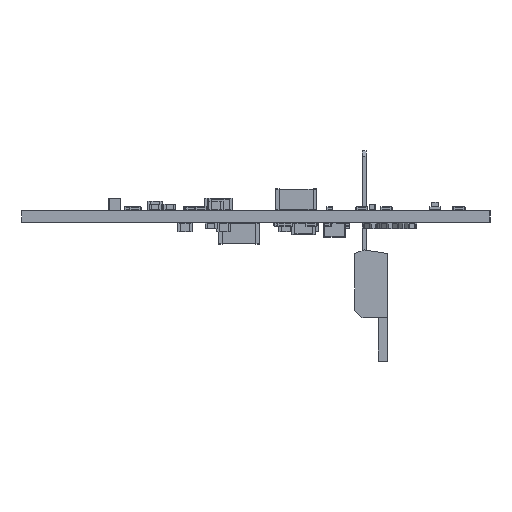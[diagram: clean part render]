
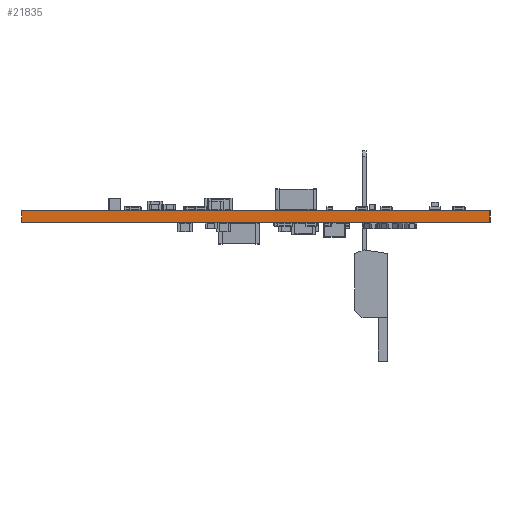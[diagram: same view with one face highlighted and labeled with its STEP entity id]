
A CAD part, left-side view. The second image highlights one B-rep face of the part: STEP entity #21835.
In plain terms, the highlighted planar face has unit normal (-1, 0, 0).
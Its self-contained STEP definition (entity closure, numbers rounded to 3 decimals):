
#21654 = PLANE('',#21655);
#21655 = AXIS2_PLACEMENT_3D('',#21656,#21657,#21658);
#21656 = CARTESIAN_POINT('',(40.64,-31.75,0.));
#21657 = DIRECTION('',(0.,-1.,0.));
#21658 = DIRECTION('',(-1.,0.,0.));
#21679 = VERTEX_POINT('',#21680);
#21680 = CARTESIAN_POINT('',(-40.64,-31.75,1.6));
#21694 = PLANE('',#21695);
#21695 = AXIS2_PLACEMENT_3D('',#21696,#21697,#21698);
#21696 = CARTESIAN_POINT('',(0.,0.,1.6));
#21697 = DIRECTION('',(-0.,-0.,-1.));
#21698 = DIRECTION('',(-1.,0.,0.));
#21706 = EDGE_CURVE('',#21707,#21679,#21709,.T.);
#21707 = VERTEX_POINT('',#21708);
#21708 = CARTESIAN_POINT('',(-40.64,-31.75,0.));
#21709 = SURFACE_CURVE('',#21710,(#21714,#21721),.PCURVE_S1.);
#21710 = LINE('',#21711,#21712);
#21711 = CARTESIAN_POINT('',(-40.64,-31.75,0.));
#21712 = VECTOR('',#21713,1.);
#21713 = DIRECTION('',(0.,0.,1.));
#21714 = PCURVE('',#21654,#21715);
#21715 = DEFINITIONAL_REPRESENTATION('',(#21716),#21720);
#21716 = LINE('',#21717,#21718);
#21717 = CARTESIAN_POINT('',(81.28,0.));
#21718 = VECTOR('',#21719,1.);
#21719 = DIRECTION('',(0.,-1.));
#21720 = ( GEOMETRIC_REPRESENTATION_CONTEXT(2) 
PARAMETRIC_REPRESENTATION_CONTEXT() REPRESENTATION_CONTEXT('2D SPACE',''
  ) );
#21721 = PCURVE('',#21722,#21727);
#21722 = PLANE('',#21723);
#21723 = AXIS2_PLACEMENT_3D('',#21724,#21725,#21726);
#21724 = CARTESIAN_POINT('',(-40.64,-31.75,0.));
#21725 = DIRECTION('',(-1.,0.,0.));
#21726 = DIRECTION('',(0.,1.,0.));
#21727 = DEFINITIONAL_REPRESENTATION('',(#21728),#21732);
#21728 = LINE('',#21729,#21730);
#21729 = CARTESIAN_POINT('',(0.,0.));
#21730 = VECTOR('',#21731,1.);
#21731 = DIRECTION('',(0.,-1.));
#21732 = ( GEOMETRIC_REPRESENTATION_CONTEXT(2) 
PARAMETRIC_REPRESENTATION_CONTEXT() REPRESENTATION_CONTEXT('2D SPACE',''
  ) );
#21748 = PLANE('',#21749);
#21749 = AXIS2_PLACEMENT_3D('',#21750,#21751,#21752);
#21750 = CARTESIAN_POINT('',(0.,0.,0.));
#21751 = DIRECTION('',(-0.,-0.,-1.));
#21752 = DIRECTION('',(-1.,0.,0.));
#21781 = PLANE('',#21782);
#21782 = AXIS2_PLACEMENT_3D('',#21783,#21784,#21785);
#21783 = CARTESIAN_POINT('',(-40.64,31.75,0.));
#21784 = DIRECTION('',(0.,1.,0.));
#21785 = DIRECTION('',(1.,0.,0.));
#21835 = ADVANCED_FACE('',(#21836),#21722,.T.);
#21836 = FACE_BOUND('',#21837,.T.);
#21837 = EDGE_LOOP('',(#21838,#21839,#21862,#21885));
#21838 = ORIENTED_EDGE('',*,*,#21706,.T.);
#21839 = ORIENTED_EDGE('',*,*,#21840,.T.);
#21840 = EDGE_CURVE('',#21679,#21841,#21843,.T.);
#21841 = VERTEX_POINT('',#21842);
#21842 = CARTESIAN_POINT('',(-40.64,31.75,1.6));
#21843 = SURFACE_CURVE('',#21844,(#21848,#21855),.PCURVE_S1.);
#21844 = LINE('',#21845,#21846);
#21845 = CARTESIAN_POINT('',(-40.64,-31.75,1.6));
#21846 = VECTOR('',#21847,1.);
#21847 = DIRECTION('',(0.,1.,0.));
#21848 = PCURVE('',#21722,#21849);
#21849 = DEFINITIONAL_REPRESENTATION('',(#21850),#21854);
#21850 = LINE('',#21851,#21852);
#21851 = CARTESIAN_POINT('',(0.,-1.6));
#21852 = VECTOR('',#21853,1.);
#21853 = DIRECTION('',(1.,0.));
#21854 = ( GEOMETRIC_REPRESENTATION_CONTEXT(2) 
PARAMETRIC_REPRESENTATION_CONTEXT() REPRESENTATION_CONTEXT('2D SPACE',''
  ) );
#21855 = PCURVE('',#21694,#21856);
#21856 = DEFINITIONAL_REPRESENTATION('',(#21857),#21861);
#21857 = LINE('',#21858,#21859);
#21858 = CARTESIAN_POINT('',(40.64,-31.75));
#21859 = VECTOR('',#21860,1.);
#21860 = DIRECTION('',(0.,1.));
#21861 = ( GEOMETRIC_REPRESENTATION_CONTEXT(2) 
PARAMETRIC_REPRESENTATION_CONTEXT() REPRESENTATION_CONTEXT('2D SPACE',''
  ) );
#21862 = ORIENTED_EDGE('',*,*,#21863,.F.);
#21863 = EDGE_CURVE('',#21864,#21841,#21866,.T.);
#21864 = VERTEX_POINT('',#21865);
#21865 = CARTESIAN_POINT('',(-40.64,31.75,0.));
#21866 = SURFACE_CURVE('',#21867,(#21871,#21878),.PCURVE_S1.);
#21867 = LINE('',#21868,#21869);
#21868 = CARTESIAN_POINT('',(-40.64,31.75,0.));
#21869 = VECTOR('',#21870,1.);
#21870 = DIRECTION('',(0.,0.,1.));
#21871 = PCURVE('',#21722,#21872);
#21872 = DEFINITIONAL_REPRESENTATION('',(#21873),#21877);
#21873 = LINE('',#21874,#21875);
#21874 = CARTESIAN_POINT('',(63.5,0.));
#21875 = VECTOR('',#21876,1.);
#21876 = DIRECTION('',(0.,-1.));
#21877 = ( GEOMETRIC_REPRESENTATION_CONTEXT(2) 
PARAMETRIC_REPRESENTATION_CONTEXT() REPRESENTATION_CONTEXT('2D SPACE',''
  ) );
#21878 = PCURVE('',#21781,#21879);
#21879 = DEFINITIONAL_REPRESENTATION('',(#21880),#21884);
#21880 = LINE('',#21881,#21882);
#21881 = CARTESIAN_POINT('',(0.,0.));
#21882 = VECTOR('',#21883,1.);
#21883 = DIRECTION('',(0.,-1.));
#21884 = ( GEOMETRIC_REPRESENTATION_CONTEXT(2) 
PARAMETRIC_REPRESENTATION_CONTEXT() REPRESENTATION_CONTEXT('2D SPACE',''
  ) );
#21885 = ORIENTED_EDGE('',*,*,#21886,.F.);
#21886 = EDGE_CURVE('',#21707,#21864,#21887,.T.);
#21887 = SURFACE_CURVE('',#21888,(#21892,#21899),.PCURVE_S1.);
#21888 = LINE('',#21889,#21890);
#21889 = CARTESIAN_POINT('',(-40.64,-31.75,0.));
#21890 = VECTOR('',#21891,1.);
#21891 = DIRECTION('',(0.,1.,0.));
#21892 = PCURVE('',#21722,#21893);
#21893 = DEFINITIONAL_REPRESENTATION('',(#21894),#21898);
#21894 = LINE('',#21895,#21896);
#21895 = CARTESIAN_POINT('',(0.,0.));
#21896 = VECTOR('',#21897,1.);
#21897 = DIRECTION('',(1.,0.));
#21898 = ( GEOMETRIC_REPRESENTATION_CONTEXT(2) 
PARAMETRIC_REPRESENTATION_CONTEXT() REPRESENTATION_CONTEXT('2D SPACE',''
  ) );
#21899 = PCURVE('',#21748,#21900);
#21900 = DEFINITIONAL_REPRESENTATION('',(#21901),#21905);
#21901 = LINE('',#21902,#21903);
#21902 = CARTESIAN_POINT('',(40.64,-31.75));
#21903 = VECTOR('',#21904,1.);
#21904 = DIRECTION('',(0.,1.));
#21905 = ( GEOMETRIC_REPRESENTATION_CONTEXT(2) 
PARAMETRIC_REPRESENTATION_CONTEXT() REPRESENTATION_CONTEXT('2D SPACE',''
  ) );
